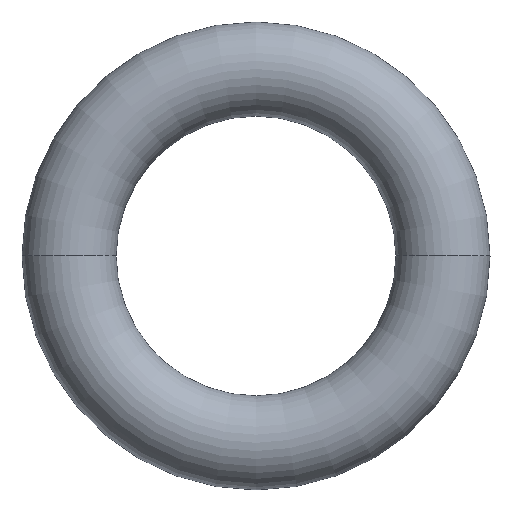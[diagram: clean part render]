
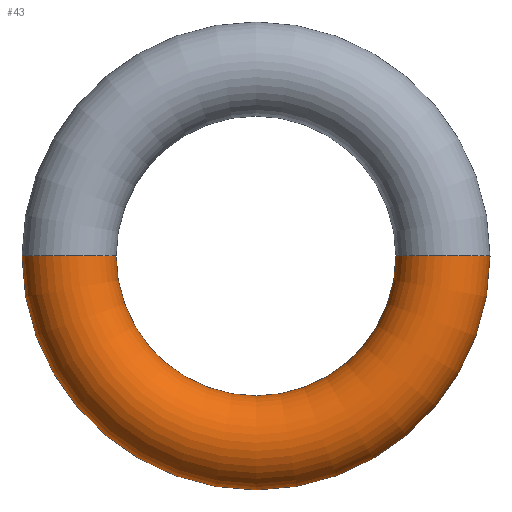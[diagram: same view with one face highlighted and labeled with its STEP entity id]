
A CAD part, top view. The second image highlights one B-rep face of the part: STEP entity #43.
In plain terms, the highlighted toroidal (fillet/blend) face has major radius 3.531 mm and minor radius 0.889 mm.
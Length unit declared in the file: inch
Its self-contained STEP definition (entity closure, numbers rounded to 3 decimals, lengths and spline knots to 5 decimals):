
#9 = ORIENTED_EDGE ( 'NONE', *, *, #28, .T. ) ;
#11 = CARTESIAN_POINT ( 'NONE',  ( -0.174, 0., 0. ) ) ;
#12 = DIRECTION ( 'NONE',  ( 0., 0., -1. ) ) ;
#15 = CARTESIAN_POINT ( 'NONE',  ( 0., 0., 0. ) ) ;
#19 = DIRECTION ( 'NONE',  ( 0., 1., 0. ) ) ;
#22 = CIRCLE ( 'NONE', #121, 0.174 ) ;
#28 = EDGE_CURVE ( 'NONE', #70, #41, #22, .T. ) ;
#31 = DIRECTION ( 'NONE',  ( 0., 0., 1. ) ) ;
#41 = VERTEX_POINT ( 'NONE', #123 ) ;
#43 = ADVANCED_FACE ( 'NONE', ( #161 ), #50, .T. ) ;
#44 = CIRCLE ( 'NONE', #131, 0.104 ) ;
#50 = TOROIDAL_SURFACE ( 'NONE', #156, 0.139, 0.035 ) ;
#52 = EDGE_CURVE ( 'NONE', #167, #155, #44, .T. ) ;
#54 = ORIENTED_EDGE ( 'NONE', *, *, #52, .F. ) ;
#62 = CARTESIAN_POINT ( 'NONE',  ( 0., 0., 0. ) ) ;
#65 = EDGE_CURVE ( 'NONE', #41, #155, #141, .T. ) ;
#69 = CARTESIAN_POINT ( 'NONE',  ( -0.139, 0., 0. ) ) ;
#70 = VERTEX_POINT ( 'NONE', #11 ) ;
#78 = DIRECTION ( 'NONE',  ( 1., 0., 0. ) ) ;
#86 = DIRECTION ( 'NONE',  ( -1., 0., 0. ) ) ;
#92 = DIRECTION ( 'NONE',  ( 0., 0., 1. ) ) ;
#94 = DIRECTION ( 'NONE',  ( 1., 0., 0. ) ) ;
#95 = AXIS2_PLACEMENT_3D ( 'NONE', #69, #19, #86 ) ;
#105 = DIRECTION ( 'NONE',  ( 0., 0., 1. ) ) ;
#106 = DIRECTION ( 'NONE',  ( 0., -1., 0. ) ) ;
#111 = EDGE_CURVE ( 'NONE', #70, #167, #115, .T. ) ;
#115 = CIRCLE ( 'NONE', #95, 0.035 ) ;
#121 = AXIS2_PLACEMENT_3D ( 'NONE', #162, #92, #160 ) ;
#123 = CARTESIAN_POINT ( 'NONE',  ( 0.174, 0., 0. ) ) ;
#130 = ORIENTED_EDGE ( 'NONE', *, *, #111, .F. ) ;
#131 = AXIS2_PLACEMENT_3D ( 'NONE', #15, #105, #94 ) ;
#141 = CIRCLE ( 'NONE', #189, 0.035 ) ;
#148 = ORIENTED_EDGE ( 'NONE', *, *, #65, .T. ) ;
#155 = VERTEX_POINT ( 'NONE', #168 ) ;
#156 = AXIS2_PLACEMENT_3D ( 'NONE', #62, #31, #78 ) ;
#160 = DIRECTION ( 'NONE',  ( 1., 0., 0. ) ) ;
#161 = FACE_OUTER_BOUND ( 'NONE', #181, .T. ) ;
#162 = CARTESIAN_POINT ( 'NONE',  ( 0., 0., 0. ) ) ;
#167 = VERTEX_POINT ( 'NONE', #193 ) ;
#168 = CARTESIAN_POINT ( 'NONE',  ( 0.104, 0., 0. ) ) ;
#181 = EDGE_LOOP ( 'NONE', ( #130, #9, #148, #54 ) ) ;
#189 = AXIS2_PLACEMENT_3D ( 'NONE', #192, #106, #12 ) ;
#192 = CARTESIAN_POINT ( 'NONE',  ( 0.139, 0., 0. ) ) ;
#193 = CARTESIAN_POINT ( 'NONE',  ( -0.104, 0., 0. ) ) ;
